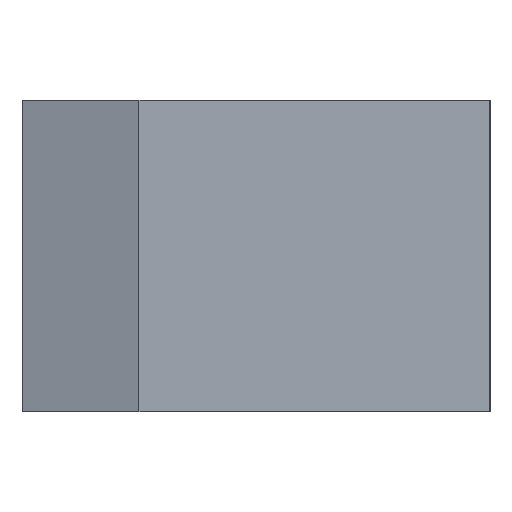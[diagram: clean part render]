
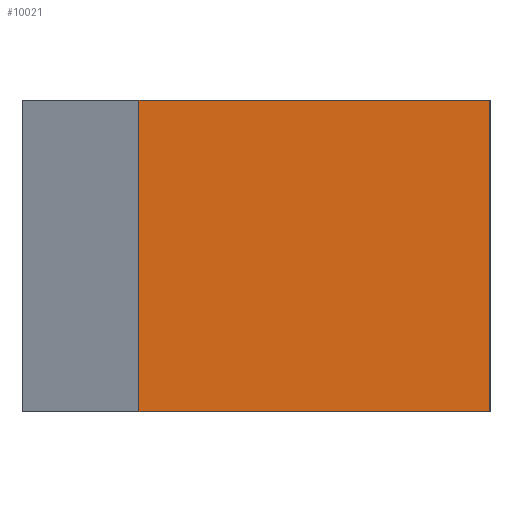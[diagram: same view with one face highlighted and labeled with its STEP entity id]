
A CAD part, left-side view. The second image highlights one B-rep face of the part: STEP entity #10021.
In plain terms, the highlighted planar face has unit normal (-1, 0, 0).
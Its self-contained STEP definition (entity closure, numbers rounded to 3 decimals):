
#9 = CARTESIAN_POINT ( 'NONE',  ( 0., 0., -30. ) ) ;
#30 = CARTESIAN_POINT ( 'NONE',  ( 0., 0., 0. ) ) ;
#375 = VECTOR ( 'NONE', #839, 1000. ) ;
#718 = LINE ( 'NONE', #10293, #7887 ) ;
#839 = DIRECTION ( 'NONE',  ( 0., -1., 0. ) ) ;
#851 = VECTOR ( 'NONE', #5818, 1000. ) ;
#945 = ORIENTED_EDGE ( 'NONE', *, *, #9213, .F. ) ;
#1817 = LINE ( 'NONE', #2498, #851 ) ;
#1831 = EDGE_CURVE ( 'NONE', #6183, #10014, #718, .T. ) ;
#2124 = EDGE_LOOP ( 'NONE', ( #945, #6444, #6818, #4401 ) ) ;
#2472 = AXIS2_PLACEMENT_3D ( 'NONE', #8719, #7103, #3834 ) ;
#2498 = CARTESIAN_POINT ( 'NONE',  ( 0., 0., -30. ) ) ;
#2566 = VERTEX_POINT ( 'NONE', #5748 ) ;
#3209 = PLANE ( 'NONE',  #2472 ) ;
#3260 = FACE_OUTER_BOUND ( 'NONE', #2124, .T. ) ;
#3366 = CARTESIAN_POINT ( 'NONE',  ( 0., 33.75, 0. ) ) ;
#3834 = DIRECTION ( 'NONE',  ( 0., 0., 1. ) ) ;
#4401 = ORIENTED_EDGE ( 'NONE', *, *, #1831, .F. ) ;
#4689 = CARTESIAN_POINT ( 'NONE',  ( 0., 0., -30. ) ) ;
#4700 = DIRECTION ( 'NONE',  ( 0., 0., 1. ) ) ;
#4795 = LINE ( 'NONE', #9, #375 ) ;
#5655 = VECTOR ( 'NONE', #4700, 1000. ) ;
#5748 = CARTESIAN_POINT ( 'NONE',  ( 0., 33.75, -30. ) ) ;
#5818 = DIRECTION ( 'NONE',  ( 0., 0., 1. ) ) ;
#6183 = VERTEX_POINT ( 'NONE', #3366 ) ;
#6283 = DIRECTION ( 'NONE',  ( 0., -1., 0. ) ) ;
#6394 = EDGE_CURVE ( 'NONE', #2566, #9663, #4795, .T. ) ;
#6444 = ORIENTED_EDGE ( 'NONE', *, *, #6394, .T. ) ;
#6818 = ORIENTED_EDGE ( 'NONE', *, *, #6996, .T. ) ;
#6985 = LINE ( 'NONE', #10263, #5655 ) ;
#6996 = EDGE_CURVE ( 'NONE', #9663, #10014, #1817, .T. ) ;
#7103 = DIRECTION ( 'NONE',  ( -1., 0., 0. ) ) ;
#7887 = VECTOR ( 'NONE', #6283, 1000. ) ;
#8719 = CARTESIAN_POINT ( 'NONE',  ( 0., 0., -30. ) ) ;
#9213 = EDGE_CURVE ( 'NONE', #2566, #6183, #6985, .T. ) ;
#9663 = VERTEX_POINT ( 'NONE', #4689 ) ;
#10014 = VERTEX_POINT ( 'NONE', #30 ) ;
#10021 = ADVANCED_FACE ( 'NONE', ( #3260 ), #3209, .T. ) ;
#10263 = CARTESIAN_POINT ( 'NONE',  ( 0., 33.75, -30. ) ) ;
#10293 = CARTESIAN_POINT ( 'NONE',  ( 0., 0., 0. ) ) ;
